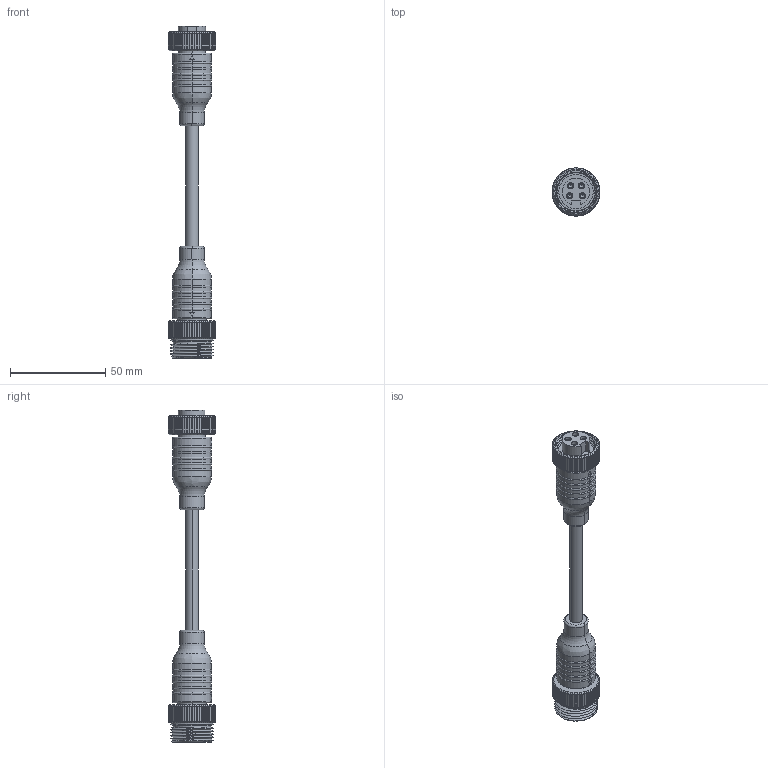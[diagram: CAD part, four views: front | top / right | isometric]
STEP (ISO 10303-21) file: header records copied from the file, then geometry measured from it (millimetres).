
FILE_DESCRIPTION((''),'2;1');
FILE_NAME('254669_SM01_ASM','2026-03-30T09:18:01',('banengservice'),('BANNER ENGINEERING'),'CREO PARAMETRIC BY PTC INC, 2022414','CREO PARAMETRIC BY PTC INC, 2022414','');
FILE_SCHEMA(('CONFIG_CONTROL_DESIGN'));
Length unit declared in the file: millimetre
Products named in the file (2): 254669_EP01; 254669_SM01_ASM
Assembly tree (1 placements, depth 2):
  254669_SM01_ASM
    254669_EP01
Bounding box: 25 x 25 x 174.4 mm (x, y, z)
Volume: 32935.2 mm3; surface area: 16341.2 mm2
Topology: 2 solids, 2 shells, 656 faces, 1714 edges, 1091 vertices
Faces by surface type: plane 295, cylinder 253, torus 48, cone 38, bspline 14, sphere 8
Entity records: 28260 total; most frequent: CARTESIAN_POINT 12806, ORIENTED_EDGE 3396, DIRECTION 3010, EDGE_CURVE 1698, AXIS2_PLACEMENT_3D 1228, VERTEX_POINT 1091, EDGE_LOOP 703, FACE_OUTER_BOUND 656
